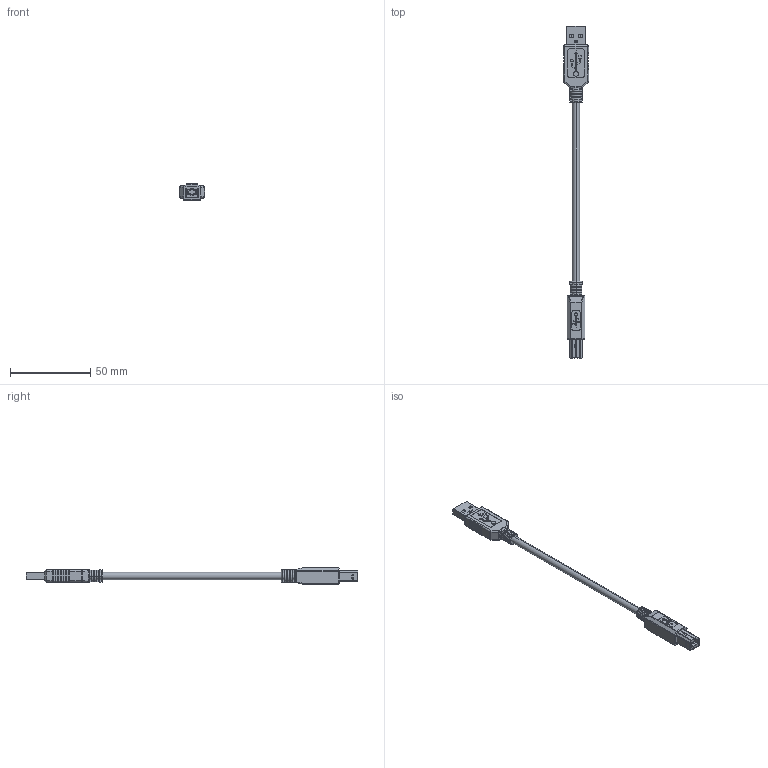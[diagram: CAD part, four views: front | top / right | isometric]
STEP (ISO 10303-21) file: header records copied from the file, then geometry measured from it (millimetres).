
FILE_DESCRIPTION (( 'STEP AP214' ), '1' );
FILE_NAME ('CSMUCLRAB.STEP', '2014-03-05T16:24:05', ( 'L-Com' ), ( 'L-Com Global Connectivity' ), 'SwSTEP 2.0', 'SolidWorks 2012', '' );
FILE_SCHEMA (( 'AUTOMOTIVE_DESIGN' ));
Length unit declared in the file: inch
Products named in the file (19): MTN-160_WITH NEW LOGO; 1AA05-004; 1AA05-004-MA2_NOT CRIMPED; 1AA05-004-MA1; 1AA05-004 COMBINE___; 1AA05-045-MA2; 1AA05-045-MA1; 1AA05-004(USB B STR MALE SOLDER TYPE HOUSING ASSEMBLY)___; 3AB06-025_NEW LOGO; MTN-151_NEW LOGO; 1AA05-003_CRIMPED; 1AA05-003-MA5; 1AA05-003-MA4; 1AA05-003-MA3; 1AA05-003-MA2_CRIMPED; 1AA05-003-MA1; CSMUAB-MA1; CSMUCLRAB; 3AB06-026_WITH NEW LOGO
Assembly tree (23 placements, depth 5):
  CSMUCLRAB
    CSMUAB-MA1
    3AB06-025_NEW LOGO
      1AA05-003_CRIMPED
        1AA05-003-MA1
        1AA05-003-MA2_CRIMPED
        1AA05-003-MA3
        1AA05-003-MA4  x4
        1AA05-003-MA5
      MTN-151_NEW LOGO
    3AB06-026_WITH NEW LOGO
      1AA05-004
        1AA05-004 COMBINE___
          1AA05-004(USB B STR MALE SOLDER TYPE HOUSING ASSEMBLY)___
          1AA05-045-MA1  x2
          1AA05-045-MA2  x2
        1AA05-004-MA1
        1AA05-004-MA2_NOT CRIMPED
      MTN-160_WITH NEW LOGO
Bounding box: 15.7 x 206.55 x 10 mm (x, y, z)
Volume: 10329.8 mm3; surface area: 12929.8 mm2
Topology: 20 solids, 20 shells, 1592 faces, 4205 edges, 2669 vertices
Faces by surface type: plane 1019, cylinder 373, bspline 142, sphere 38, torus 20
Entity records: 50408 total; most frequent: CARTESIAN_POINT 13298, ORIENTED_EDGE 7634, DIRECTION 6922, EDGE_CURVE 3817, VECTOR 2788, LINE 2788, VERTEX_POINT 2457, AXIS2_PLACEMENT_3D 2067
